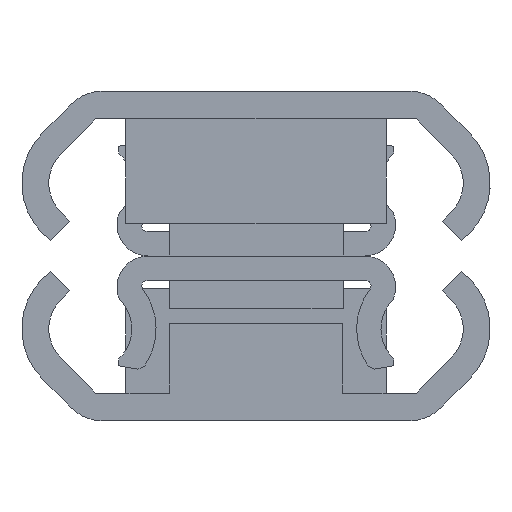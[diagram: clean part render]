
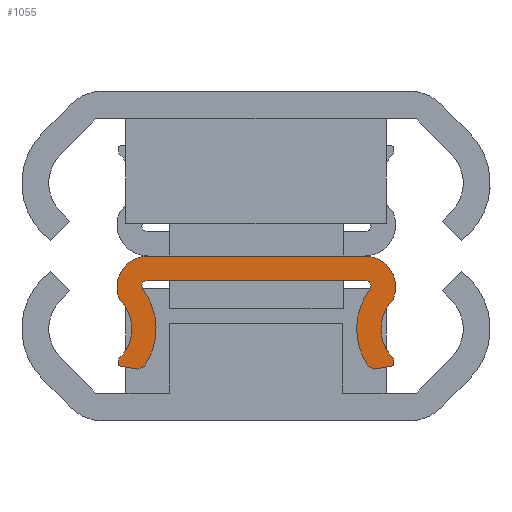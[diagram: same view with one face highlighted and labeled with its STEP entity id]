
A CAD part, left-side view. The second image highlights one B-rep face of the part: STEP entity #1055.
In plain terms, the highlighted planar face has unit normal (-1, 0, 0).
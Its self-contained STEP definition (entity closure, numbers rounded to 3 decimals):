
#57 = CARTESIAN_POINT ( 'NONE',  ( -132.15, -6.297, -1.72 ) ) ;
#58 = DIRECTION ( 'NONE',  ( 1., 0., 0. ) ) ;
#59 = DIRECTION ( 'NONE',  ( 0., 0., 1. ) ) ;
#63 = CARTESIAN_POINT ( 'NONE',  ( -132.15, -9.561, -4.2 ) ) ;
#64 = DIRECTION ( 'NONE',  ( 1., 0., 0. ) ) ;
#65 = DIRECTION ( 'NONE',  ( 0., 0., 1. ) ) ;
#128 = CARTESIAN_POINT ( 'NONE',  ( -132.15, 6.239, 0. ) ) ;
#160 = CARTESIAN_POINT ( 'NONE',  ( -132.15, -6.551, -1.914 ) ) ;
#170 = CARTESIAN_POINT ( 'NONE',  ( -132.15, -6.239, 0. ) ) ;
#175 = CARTESIAN_POINT ( 'NONE',  ( -132.15, -7.931, -6.328 ) ) ;
#184 = CARTESIAN_POINT ( 'NONE',  ( -132.15, 7.931, -6.328 ) ) ;
#199 = CARTESIAN_POINT ( 'NONE',  ( -132.15, 7.931, -5.934 ) ) ;
#202 = CARTESIAN_POINT ( 'NONE',  ( -132.15, 6.551, -1.914 ) ) ;
#211 = CARTESIAN_POINT ( 'NONE',  ( -132.15, -6.297, -1.4 ) ) ;
#217 = CARTESIAN_POINT ( 'NONE',  ( -132.15, -7.931, -5.934 ) ) ;
#237 = CARTESIAN_POINT ( 'NONE',  ( -132.15, -6.453, -6.35 ) ) ;
#374 = AXIS2_PLACEMENT_3D ( 'NONE', #2966, #2967, #2968 ) ;
#377 = VECTOR ( 'NONE', #2974, 1000. ) ;
#386 = VECTOR ( 'NONE', #2992, 1000. ) ;
#409 = VECTOR ( 'NONE', #3029, 1000. ) ;
#414 = VECTOR ( 'NONE', #3038, 1000. ) ;
#428 = CIRCLE ( 'NONE', #442, 2.38 ) ;
#437 = CIRCLE ( 'NONE', #439, 0.32 ) ;
#439 = AXIS2_PLACEMENT_3D ( 'NONE', #57, #58, #59 ) ;
#442 = AXIS2_PLACEMENT_3D ( 'NONE', #63, #64, #65 ) ;
#662 = VECTOR ( 'NONE', #989, 1000. ) ;
#697 = EDGE_CURVE ( 'NONE', #1625, #2377, #1764, .T. ) ;
#712 = EDGE_CURVE ( 'NONE', #2377, #2362, #2725, .T. ) ;
#715 = EDGE_CURVE ( 'NONE', #2306, #1625, #2275, .T. ) ;
#900 = EDGE_CURVE ( 'NONE', #2348, #2306, #3157, .T. ) ;
#989 = DIRECTION ( 'NONE',  ( 0., 1., 0. ) ) ;
#1010 = CARTESIAN_POINT ( 'NONE',  ( -132.15, 9.592, 0. ) ) ;
#1055 = ADVANCED_FACE ( 'NONE', ( #3213 ), #3279, .T. ) ;
#1137 = AXIS2_PLACEMENT_3D ( 'NONE', #3876, #3875, #3872 ) ;
#1191 = CIRCLE ( 'NONE', #374, 3.78 ) ;
#1326 = CIRCLE ( 'NONE', #1328, 0.32 ) ;
#1328 = AXIS2_PLACEMENT_3D ( 'NONE', #2878, #2879, #2880 ) ;
#1331 = VECTOR ( 'NONE', #2884, 1000. ) ;
#1339 = CIRCLE ( 'NONE', #1346, 3.78 ) ;
#1346 = AXIS2_PLACEMENT_3D ( 'NONE', #2914, #2915, #2916 ) ;
#1356 = CIRCLE ( 'NONE', #1358, 1.793 ) ;
#1358 = AXIS2_PLACEMENT_3D ( 'NONE', #2934, #2935, #2936 ) ;
#1360 = VECTOR ( 'NONE', #2938, 1000. ) ;
#1383 = DIRECTION ( 'NONE',  ( 0., 0., 1. ) ) ;
#1403 = CARTESIAN_POINT ( 'NONE',  ( -132.15, 9.561, -4.2 ) ) ;
#1406 = DIRECTION ( 'NONE',  ( 0., 0., -1. ) ) ;
#1424 = DIRECTION ( 'NONE',  ( 1., 0., 0. ) ) ;
#1456 = CARTESIAN_POINT ( 'NONE',  ( -132.15, 6.239, -1.793 ) ) ;
#1481 = DIRECTION ( 'NONE',  ( 0., 0., 1. ) ) ;
#1486 = DIRECTION ( 'NONE',  ( -1., 0., 0. ) ) ;
#1499 = CARTESIAN_POINT ( 'NONE',  ( -132.15, 7.931, -5.934 ) ) ;
#1617 = VERTEX_POINT ( 'NONE', #2815 ) ;
#1625 = VERTEX_POINT ( 'NONE', #2823 ) ;
#1628 = VERTEX_POINT ( 'NONE', #2826 ) ;
#1642 = VERTEX_POINT ( 'NONE', #2840 ) ;
#1644 = VERTEX_POINT ( 'NONE', #2842 ) ;
#1664 = VERTEX_POINT ( 'NONE', #2862 ) ;
#1764 = CIRCLE ( 'NONE', #2253, 2.38 ) ;
#1780 = EDGE_CURVE ( 'NONE', #2380, #1642, #1326, .T. ) ;
#1782 = EDGE_CURVE ( 'NONE', #2362, #1617, #3343, .T. ) ;
#1795 = EDGE_CURVE ( 'NONE', #2338, #2415, #1339, .T. ) ;
#1804 = EDGE_CURVE ( 'NONE', #1644, #2348, #1356, .T. ) ;
#1805 = EDGE_CURVE ( 'NONE', #1664, #2353, #3360, .T. ) ;
#1818 = EDGE_CURVE ( 'NONE', #1628, #2380, #1191, .T. ) ;
#1821 = EDGE_CURVE ( 'NONE', #1617, #1628, #3372, .T. ) ;
#1829 = EDGE_CURVE ( 'NONE', #2353, #2395, #3378, .T. ) ;
#1846 = EDGE_CURVE ( 'NONE', #1642, #2389, #3392, .T. ) ;
#1850 = EDGE_CURVE ( 'NONE', #2415, #1664, #3395, .T. ) ;
#1867 = EDGE_CURVE ( 'NONE', #2389, #2338, #437, .T. ) ;
#1869 = EDGE_CURVE ( 'NONE', #2395, #1644, #428, .T. ) ;
#2253 = AXIS2_PLACEMENT_3D ( 'NONE', #1403, #1424, #1383 ) ;
#2272 = VECTOR ( 'NONE', #1406, 1000. ) ;
#2275 = CIRCLE ( 'NONE', #3061, 1.793 ) ;
#2276 = ORIENTED_EDGE ( 'NONE', *, *, #1782, .T. ) ;
#2277 = ORIENTED_EDGE ( 'NONE', *, *, #697, .T. ) ;
#2278 = ORIENTED_EDGE ( 'NONE', *, *, #712, .T. ) ;
#2279 = ORIENTED_EDGE ( 'NONE', *, *, #900, .T. ) ;
#2280 = ORIENTED_EDGE ( 'NONE', *, *, #1804, .T. ) ;
#2281 = ORIENTED_EDGE ( 'NONE', *, *, #715, .T. ) ;
#2306 = VERTEX_POINT ( 'NONE', #128 ) ;
#2338 = VERTEX_POINT ( 'NONE', #160 ) ;
#2348 = VERTEX_POINT ( 'NONE', #170 ) ;
#2353 = VERTEX_POINT ( 'NONE', #175 ) ;
#2362 = VERTEX_POINT ( 'NONE', #184 ) ;
#2377 = VERTEX_POINT ( 'NONE', #199 ) ;
#2380 = VERTEX_POINT ( 'NONE', #202 ) ;
#2389 = VERTEX_POINT ( 'NONE', #211 ) ;
#2395 = VERTEX_POINT ( 'NONE', #217 ) ;
#2415 = VERTEX_POINT ( 'NONE', #237 ) ;
#2621 = EDGE_LOOP ( 'NONE', ( #2280, #2279, #2281, #2277, #2278, #2276, #3577, #3576, #3575, #3574, #3573, #3572, #3571, #3570, #3569, #3568 ) ) ;
#2725 = LINE ( 'NONE', #1499, #2272 ) ;
#2815 = CARTESIAN_POINT ( 'NONE',  ( -132.15, 6.831, -6.522 ) ) ;
#2823 = CARTESIAN_POINT ( 'NONE',  ( -132.15, 7.879, -2.517 ) ) ;
#2826 = CARTESIAN_POINT ( 'NONE',  ( -132.15, 6.453, -6.35 ) ) ;
#2840 = CARTESIAN_POINT ( 'NONE',  ( -132.15, 6.297, -1.4 ) ) ;
#2842 = CARTESIAN_POINT ( 'NONE',  ( -132.15, -7.879, -2.517 ) ) ;
#2862 = CARTESIAN_POINT ( 'NONE',  ( -132.15, -6.831, -6.522 ) ) ;
#2878 = CARTESIAN_POINT ( 'NONE',  ( -132.15, 6.297, -1.72 ) ) ;
#2879 = DIRECTION ( 'NONE',  ( 1., 0., 0. ) ) ;
#2880 = DIRECTION ( 'NONE',  ( 0., 0., 1. ) ) ;
#2883 = CARTESIAN_POINT ( 'NONE',  ( -132.15, 7.931, -6.328 ) ) ;
#2884 = DIRECTION ( 'NONE',  ( 0., -0.985, -0.174 ) ) ;
#2914 = CARTESIAN_POINT ( 'NONE',  ( -132.15, -9.561, -4.2 ) ) ;
#2915 = DIRECTION ( 'NONE',  ( -1., 0., 0. ) ) ;
#2916 = DIRECTION ( 'NONE',  ( 0., 0., 1. ) ) ;
#2934 = CARTESIAN_POINT ( 'NONE',  ( -132.15, -6.239, -1.793 ) ) ;
#2935 = DIRECTION ( 'NONE',  ( -1., 0., 0. ) ) ;
#2936 = DIRECTION ( 'NONE',  ( 0., 0., 1. ) ) ;
#2937 = CARTESIAN_POINT ( 'NONE',  ( -132.15, -7.931, -6.328 ) ) ;
#2938 = DIRECTION ( 'NONE',  ( 0., -0.985, 0.174 ) ) ;
#2966 = CARTESIAN_POINT ( 'NONE',  ( -132.15, 9.561, -4.2 ) ) ;
#2967 = DIRECTION ( 'NONE',  ( -1., 0., 0. ) ) ;
#2968 = DIRECTION ( 'NONE',  ( 0., 0., 1. ) ) ;
#2973 = CARTESIAN_POINT ( 'NONE',  ( -132.15, 6.831, -6.522 ) ) ;
#2974 = DIRECTION ( 'NONE',  ( 0., -0.911, 0.412 ) ) ;
#2991 = CARTESIAN_POINT ( 'NONE',  ( -132.15, -7.931, -5.934 ) ) ;
#2992 = DIRECTION ( 'NONE',  ( 0., 0., 1. ) ) ;
#3028 = CARTESIAN_POINT ( 'NONE',  ( -132.15, 6.297, -1.4 ) ) ;
#3029 = DIRECTION ( 'NONE',  ( 0., -1., 0. ) ) ;
#3037 = CARTESIAN_POINT ( 'NONE',  ( -132.15, -6.831, -6.522 ) ) ;
#3038 = DIRECTION ( 'NONE',  ( 0., -0.911, -0.412 ) ) ;
#3061 = AXIS2_PLACEMENT_3D ( 'NONE', #1456, #1486, #1481 ) ;
#3157 = LINE ( 'NONE', #1010, #662 ) ;
#3213 = FACE_OUTER_BOUND ( 'NONE', #2621, .T. ) ;
#3279 = PLANE ( 'NONE',  #1137 ) ;
#3343 = LINE ( 'NONE', #2883, #1331 ) ;
#3360 = LINE ( 'NONE', #2937, #1360 ) ;
#3372 = LINE ( 'NONE', #2973, #377 ) ;
#3378 = LINE ( 'NONE', #2991, #386 ) ;
#3392 = LINE ( 'NONE', #3028, #409 ) ;
#3395 = LINE ( 'NONE', #3037, #414 ) ;
#3568 = ORIENTED_EDGE ( 'NONE', *, *, #1869, .T. ) ;
#3569 = ORIENTED_EDGE ( 'NONE', *, *, #1829, .T. ) ;
#3570 = ORIENTED_EDGE ( 'NONE', *, *, #1805, .T. ) ;
#3571 = ORIENTED_EDGE ( 'NONE', *, *, #1850, .T. ) ;
#3572 = ORIENTED_EDGE ( 'NONE', *, *, #1795, .T. ) ;
#3573 = ORIENTED_EDGE ( 'NONE', *, *, #1867, .T. ) ;
#3574 = ORIENTED_EDGE ( 'NONE', *, *, #1846, .T. ) ;
#3575 = ORIENTED_EDGE ( 'NONE', *, *, #1780, .T. ) ;
#3576 = ORIENTED_EDGE ( 'NONE', *, *, #1818, .T. ) ;
#3577 = ORIENTED_EDGE ( 'NONE', *, *, #1821, .T. ) ;
#3872 = DIRECTION ( 'NONE',  ( 0., 0., 1. ) ) ;
#3875 = DIRECTION ( 'NONE',  ( -1., 0., 0. ) ) ;
#3876 = CARTESIAN_POINT ( 'NONE',  ( -132.15, 9.592, -6.999 ) ) ;
